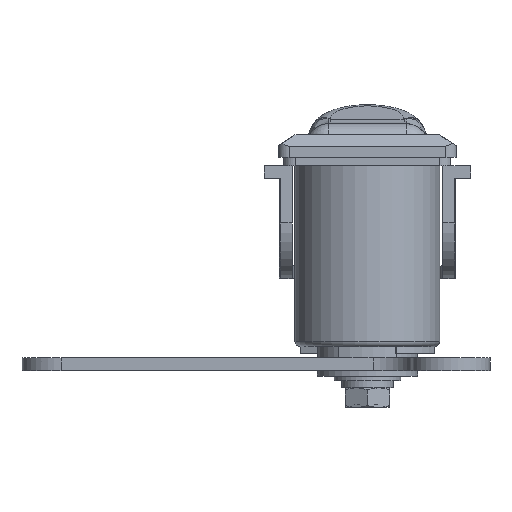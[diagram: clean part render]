
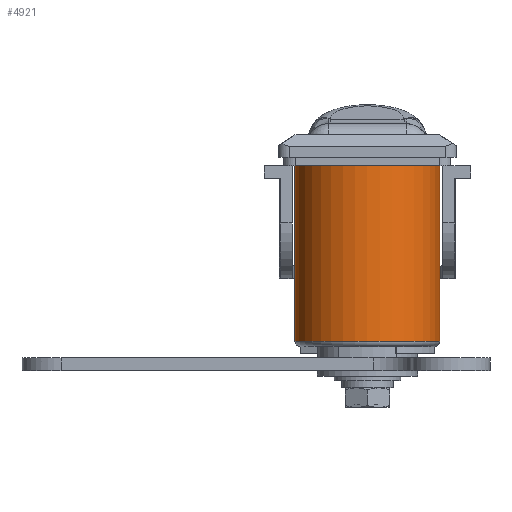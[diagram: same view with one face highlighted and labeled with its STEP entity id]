
A CAD part, front view. The second image highlights one B-rep face of the part: STEP entity #4921.
In plain terms, the highlighted cylindrical face has radius 13 mm (diameter 26 mm), a partial arc.
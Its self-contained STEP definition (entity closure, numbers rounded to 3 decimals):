
#38 = ORIENTED_EDGE ( 'NONE', *, *, #8686, .F. ) ;
#78 = CARTESIAN_POINT ( 'NONE',  ( 13., -108., -34. ) ) ;
#124 = CIRCLE ( 'NONE', #12737, 13. ) ;
#316 = CIRCLE ( 'NONE', #11226, 13. ) ;
#1609 = CARTESIAN_POINT ( 'NONE',  ( -13., -108., -34. ) ) ;
#2297 = VERTEX_POINT ( 'NONE', #10200 ) ;
#2305 = CARTESIAN_POINT ( 'NONE',  ( 0., -108., 0. ) ) ;
#2816 = VERTEX_POINT ( 'NONE', #14126 ) ;
#3715 = CARTESIAN_POINT ( 'NONE',  ( -13., -108., -33. ) ) ;
#4793 = DIRECTION ( 'NONE',  ( 0., 0., 1. ) ) ;
#4835 = EDGE_LOOP ( 'NONE', ( #38, #14992, #6988, #11475 ) ) ;
#4847 = LINE ( 'NONE', #1609, #8917 ) ;
#4921 = ADVANCED_FACE ( 'NONE', ( #16261 ), #12016, .T. ) ;
#5171 = CARTESIAN_POINT ( 'NONE',  ( 0., -108., -34. ) ) ;
#6878 = CARTESIAN_POINT ( 'NONE',  ( -13., -108., 0. ) ) ;
#6988 = ORIENTED_EDGE ( 'NONE', *, *, #9148, .T. ) ;
#7555 = DIRECTION ( 'NONE',  ( -1., 0., 0. ) ) ;
#8416 = DIRECTION ( 'NONE',  ( 0., 0., 1. ) ) ;
#8686 = EDGE_CURVE ( 'NONE', #12544, #11761, #4847, .T. ) ;
#8917 = VECTOR ( 'NONE', #8416, 1000. ) ;
#9148 = EDGE_CURVE ( 'NONE', #2816, #2297, #11707, .T. ) ;
#10200 = CARTESIAN_POINT ( 'NONE',  ( 13., -108., 0. ) ) ;
#10931 = AXIS2_PLACEMENT_3D ( 'NONE', #5171, #16059, #11778 ) ;
#11226 = AXIS2_PLACEMENT_3D ( 'NONE', #2305, #13134, #7555 ) ;
#11415 = EDGE_CURVE ( 'NONE', #12544, #2816, #124, .T. ) ;
#11475 = ORIENTED_EDGE ( 'NONE', *, *, #12377, .T. ) ;
#11707 = LINE ( 'NONE', #78, #17434 ) ;
#11761 = VERTEX_POINT ( 'NONE', #6878 ) ;
#11778 = DIRECTION ( 'NONE',  ( 1., 0., 0. ) ) ;
#12016 = CYLINDRICAL_SURFACE ( 'NONE', #10931, 13. ) ;
#12377 = EDGE_CURVE ( 'NONE', #2297, #11761, #316, .T. ) ;
#12544 = VERTEX_POINT ( 'NONE', #3715 ) ;
#12737 = AXIS2_PLACEMENT_3D ( 'NONE', #15859, #4793, #12888 ) ;
#12888 = DIRECTION ( 'NONE',  ( 1., 0., 0. ) ) ;
#13134 = DIRECTION ( 'NONE',  ( 0., 0., -1. ) ) ;
#13787 = DIRECTION ( 'NONE',  ( 0., 0., 1. ) ) ;
#14126 = CARTESIAN_POINT ( 'NONE',  ( 13., -108., -33. ) ) ;
#14992 = ORIENTED_EDGE ( 'NONE', *, *, #11415, .T. ) ;
#15859 = CARTESIAN_POINT ( 'NONE',  ( 0., -108., -33. ) ) ;
#16059 = DIRECTION ( 'NONE',  ( 0., 0., 1. ) ) ;
#16261 = FACE_OUTER_BOUND ( 'NONE', #4835, .T. ) ;
#17434 = VECTOR ( 'NONE', #13787, 1000. ) ;
